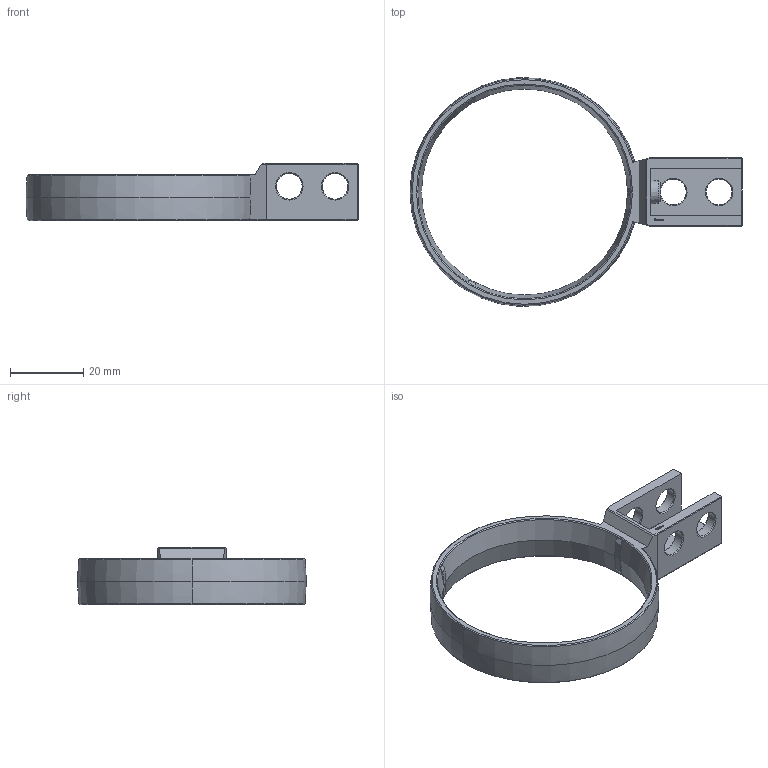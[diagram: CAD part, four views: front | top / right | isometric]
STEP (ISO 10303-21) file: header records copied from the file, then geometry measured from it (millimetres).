
FILE_DESCRIPTION(('FreeCAD Model'),'2;1');
FILE_NAME('Open CASCADE Shape Model','2023-11-13T00:40:57',(''),(''), 'Open CASCADE STEP processor 7.6','FreeCAD','Unknown');
FILE_SCHEMA(('AUTOMOTIVE_DESIGN { 1 0 10303 214 1 1 1 1 }'));
Length unit declared in the file: millimetre
Products named in the file (1): Holder Loop Sphere INR-DIA BU04.50x02.00x01.50x01.25 - SPN-HLD-0018 
(stemfie.org)
Bounding box: 90.62 x 62.43 x 15.62 mm (x, y, z)
Volume: 9350.9 mm3; surface area: 7940.6 mm2
Topology: 1 solids, 1 shells, 546 faces, 1488 edges, 978 vertices
Faces by surface type: plane 364, extrusion 150, cone 22, cylinder 6, revolution 4
Full cylindrical faces by diameter (mm): 7 x6
Entity records: 36816 total; most frequent: CARTESIAN_POINT 7815, DIRECTION 4836, VECTOR 3825, LINE 3675, ORIENTED_EDGE 2976, PCURVE 2976, DEFINITIONAL_REPRESENTATION 2976, EDGE_CURVE 1488
